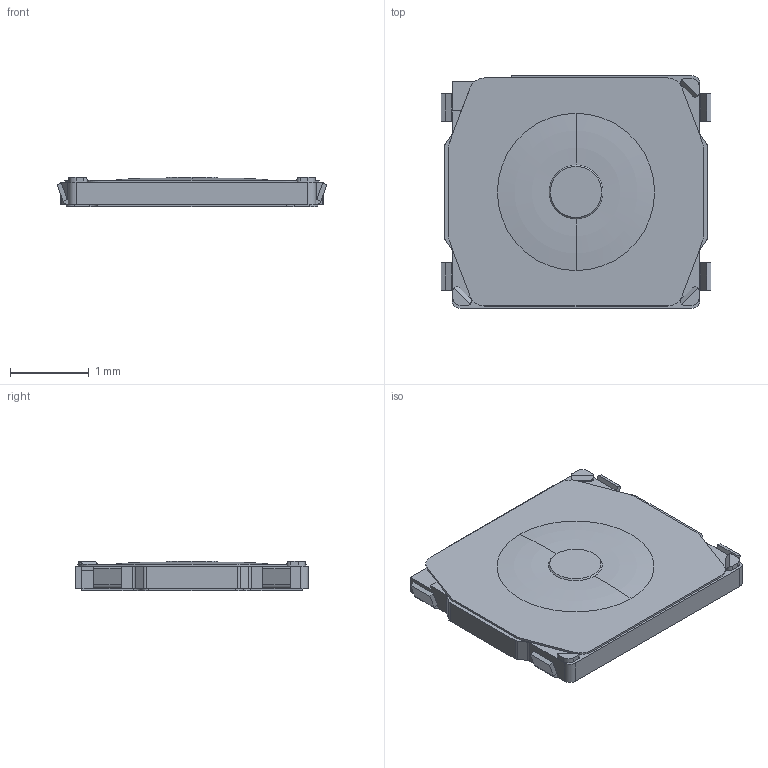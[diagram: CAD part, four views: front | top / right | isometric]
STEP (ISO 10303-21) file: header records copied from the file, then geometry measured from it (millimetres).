
FILE_DESCRIPTION (( 'STEP AP214' ), '1' );
FILE_NAME ('SKSHAA.STEP', '2010-11-29T01:25:52', ( '' ), ( '' ), 'SwSTEP 2.0', 'SolidWorks 2007', '' );
FILE_SCHEMA (( 'AUTOMOTIVE_DESIGN' ));
Length unit declared in the file: millimetre
Products named in the file (1): SKSHAA
Bounding box: 3.43 x 2.96 x 0.38 mm (x, y, z)
Volume: 3.2 mm3; surface area: 24.4 mm2
Topology: 1 solids, 1 shells, 162 faces, 418 edges, 262 vertices
Faces by surface type: plane 108, cylinder 50, torus 2, cone 2
Entity records: 6671 total; most frequent: CARTESIAN_POINT 867, DIRECTION 840, ORIENTED_EDGE 836, EDGE_CURVE 418, VECTOR 306, LINE 306, AXIS2_PLACEMENT_3D 267, VERTEX_POINT 262
